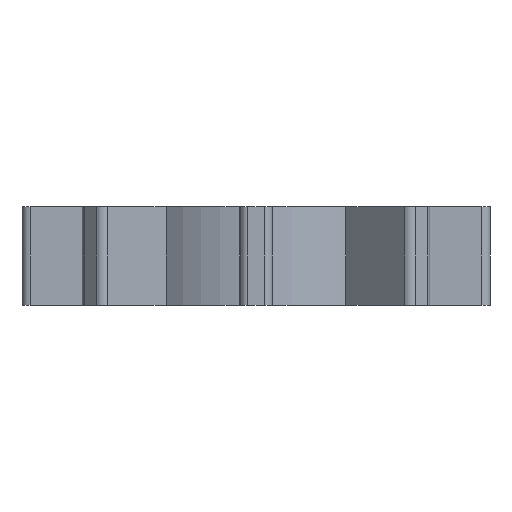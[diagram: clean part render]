
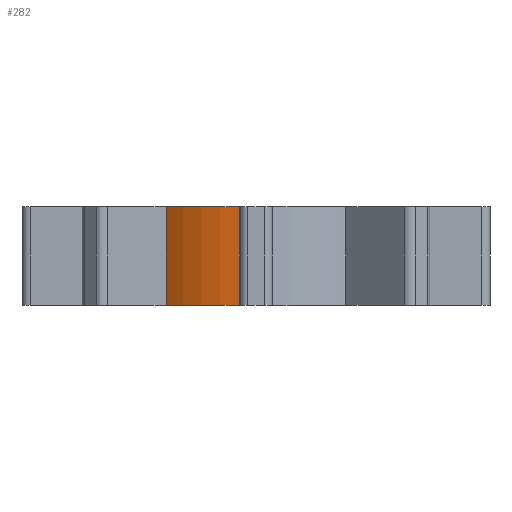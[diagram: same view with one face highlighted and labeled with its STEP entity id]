
A CAD part, left-side view. The second image highlights one B-rep face of the part: STEP entity #282.
In plain terms, the highlighted cylindrical face has radius 1761.39 mm (diameter 3522.78 mm), a partial arc.
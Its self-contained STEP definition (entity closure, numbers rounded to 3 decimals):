
#255 = EDGE_CURVE('',#256,#258,#260,.T.);
#256 = VERTEX_POINT('',#257);
#257 = CARTESIAN_POINT('',(-1378.858,1096.016,0.));
#258 = VERTEX_POINT('',#259);
#259 = CARTESIAN_POINT('',(-1378.858,1096.016,
    1200.));
#260 = LINE('',#261,#262);
#261 = CARTESIAN_POINT('',(-1378.858,1096.016,0.));
#262 = VECTOR('',#263,1.);
#263 = DIRECTION('',(0.,0.,1.));
#282 = ADVANCED_FACE('',(#283),#310,.T.);
#283 = FACE_BOUND('',#284,.F.);
#284 = EDGE_LOOP('',(#285,#286,#295,#303));
#285 = ORIENTED_EDGE('',*,*,#255,.T.);
#286 = ORIENTED_EDGE('',*,*,#287,.T.);
#287 = EDGE_CURVE('',#258,#288,#290,.T.);
#288 = VERTEX_POINT('',#289);
#289 = CARTESIAN_POINT('',(-1750.,200.,1200.));
#290 = CIRCLE('',#291,1761.391);
#291 = AXIS2_PLACEMENT_3D('',#292,#293,#294);
#292 = CARTESIAN_POINT('',(0.,0.,
    1200.));
#293 = DIRECTION('',(0.,0.,1.));
#294 = DIRECTION('',(1.,0.,0.));
#295 = ORIENTED_EDGE('',*,*,#296,.F.);
#296 = EDGE_CURVE('',#297,#288,#299,.T.);
#297 = VERTEX_POINT('',#298);
#298 = CARTESIAN_POINT('',(-1750.,200.,0.));
#299 = LINE('',#300,#301);
#300 = CARTESIAN_POINT('',(-1750.,200.,0.));
#301 = VECTOR('',#302,1.);
#302 = DIRECTION('',(0.,0.,1.));
#303 = ORIENTED_EDGE('',*,*,#304,.F.);
#304 = EDGE_CURVE('',#256,#297,#305,.T.);
#305 = CIRCLE('',#306,1761.391);
#306 = AXIS2_PLACEMENT_3D('',#307,#308,#309);
#307 = CARTESIAN_POINT('',(0.,0.,0.));
#308 = DIRECTION('',(0.,0.,1.));
#309 = DIRECTION('',(1.,0.,0.));
#310 = CYLINDRICAL_SURFACE('',#311,1761.391);
#311 = AXIS2_PLACEMENT_3D('',#312,#313,#314);
#312 = CARTESIAN_POINT('',(0.,0.,0.));
#313 = DIRECTION('',(-0.,-0.,-1.));
#314 = DIRECTION('',(1.,0.,0.));
